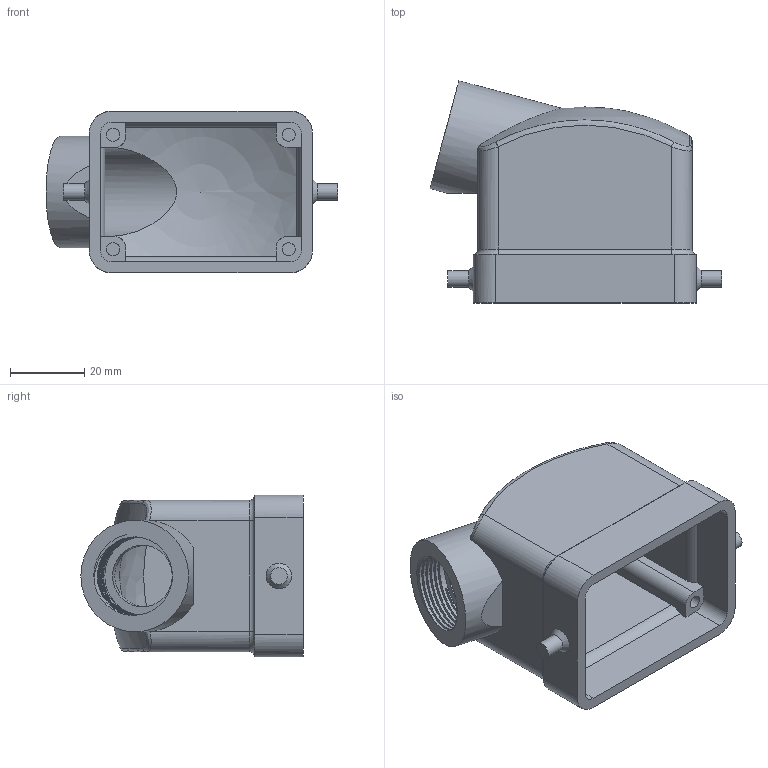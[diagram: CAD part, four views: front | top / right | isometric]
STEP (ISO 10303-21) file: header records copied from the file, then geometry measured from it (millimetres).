
FILE_DESCRIPTION (( 'STEP AP214' ), '1' );
FILE_NAME ('ZP-MC06B-2-SSE16M.STEP', '2011-11-21T14:34:37', ( '.adc' ), ( '' ), 'SwSTEP 2.0', 'SolidWorks 2011', '' );
FILE_SCHEMA (( 'AUTOMOTIVE_DESIGN' ));
Length unit declared in the file: millimetre
Products named in the file (1): ZP-MC06B-2-SSE16M
Bounding box: 78.48 x 59.77 x 43.5 mm (x, y, z)
Volume: 38141.1 mm3; surface area: 24395.8 mm2
Topology: 2 solids, 2 shells, 103 faces, 266 edges, 172 vertices
Faces by surface type: plane 44, cylinder 40, torus 7, bspline 6, sphere 4, cone 2
Full cylindrical faces by diameter (mm): 3.5 x4, 4.5 x1, 4.519 x1, 16.6 x1, 21 x6, 30 x1
Entity records: 5055 total; most frequent: CARTESIAN_POINT 2022, DIRECTION 454, ORIENTED_EDGE 454, EDGE_CURVE 227, AXIS2_PLACEMENT_3D 181, VERTEX_POINT 152, EDGE_LOOP 117, FACE_OUTER_BOUND 106
